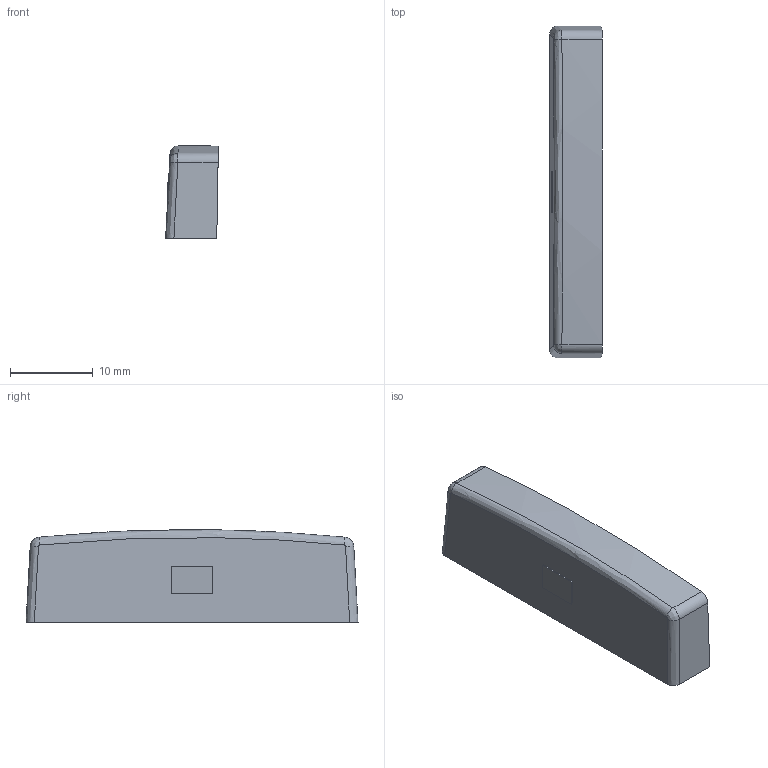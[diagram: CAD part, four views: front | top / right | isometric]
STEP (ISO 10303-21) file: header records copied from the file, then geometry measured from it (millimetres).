
FILE_DESCRIPTION((''),'2;1');
FILE_NAME('COAE-AA','2021-07-27T17:18:05',('Administrator'),(''),'CREO PARAMETRIC BY PTC INC, 2017110','CREO PARAMETRIC BY PTC INC, 2017110','');
FILE_SCHEMA(('CONFIG_CONTROL_DESIGN'));
Length unit declared in the file: millimetre
Products named in the file (1): COAE-AA
Bounding box: 6.36 x 40.04 x 11.12 mm (x, y, z)
Volume: 1105.7 mm3; surface area: 1536.2 mm2
Topology: 1 solids, 1 shells, 40 faces, 104 edges, 68 vertices
Faces by surface type: plane 30, bspline 5, cylinder 3, extrusion 2
Entity records: 1478 total; most frequent: CARTESIAN_POINT 506, ORIENTED_EDGE 208, DIRECTION 159, EDGE_CURVE 104, VECTOR 85, LINE 83, VERTEX_POINT 68, EDGE_LOOP 42
